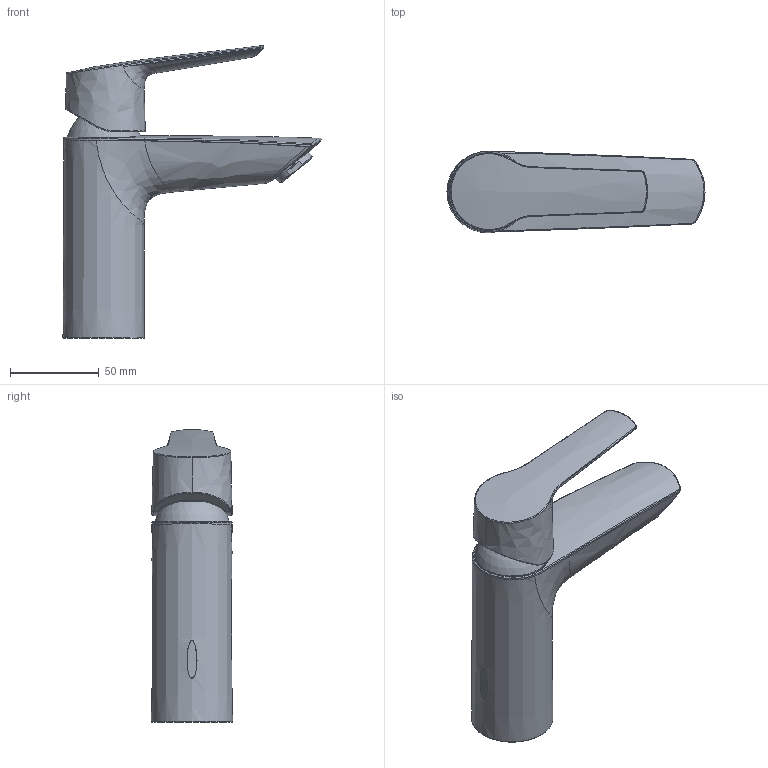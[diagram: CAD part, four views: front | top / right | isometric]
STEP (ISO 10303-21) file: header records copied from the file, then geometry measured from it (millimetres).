
FILE_DESCRIPTION(/* description */ ('Unknown'),/* implementation_level */ '2;1');
FILE_NAME(/* name */ '23550002',/* time_stamp */ '2022-09-08T12:01:27+02:00',/* author */ ('Unknown'),/* organization */ ('GROHE AG'),/* preprocessor_version */ 'ST-DEVELOPER v16.7',/* originating_system */ 'DEX',/* authorisation */ $);
FILE_SCHEMA (('AUTOMOTIVE_DESIGN {1 0 10303 214 3 1 1}'));
Length unit declared in the file: millimetre
Products named in the file (4): 23550002; id11; 40.2951.24300; EuroSmart Evolution_+5mm_20190927
Assembly tree (3 placements, depth 2):
  23550002
    id11
    40.2951.24300
    EuroSmart Evolution_+5mm_20190927
Bounding box: 145.57 x 46 x 165.19 mm (x, y, z)
Surface area: 45304.4 mm2 (no closed solid volume)
Topology: 0 solids, 5 shells, 986 faces, 2807 edges, 1889 vertices
Faces by surface type: cylinder 681, plane 198, bspline 80, cone 22, torus 4, sphere 1
Full cylindrical faces by diameter (mm): 15.7 x1, 16.831 x1, 17.75 x1, 20.15 x1, 22.45 x1, 23.87 x1, 24.5 x1, 41.9 x1
Entity records: 42348 total; most frequent: CARTESIAN_POINT 12987, ORIENTED_EDGE 5235, DIRECTION 4027, EDGE_CURVE 2772, VERTEX_POINT 1875, LINE 1543, VECTOR 1543, AXIS2_PLACEMENT_3D 1242
